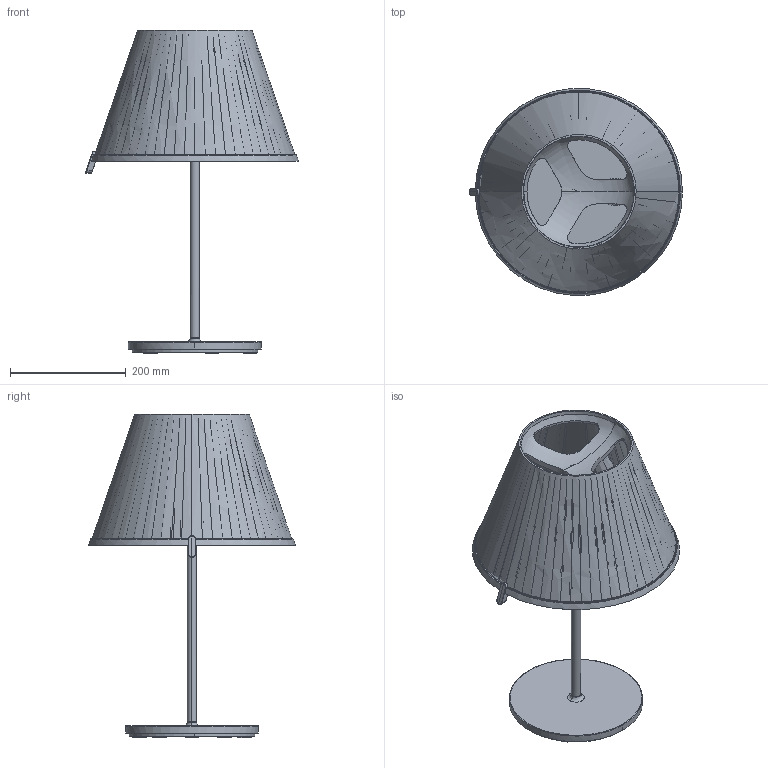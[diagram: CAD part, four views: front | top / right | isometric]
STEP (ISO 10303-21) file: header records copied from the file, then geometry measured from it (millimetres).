
FILE_DESCRIPTION(/* description */ (''),/* implementation_level */ '2;1');
FILE_NAME(/* name */ 'Choose_Tavolo_3D',/* time_stamp */ '2011-11-10T14:26:26+01:00',/* author */ (''),/* organization */ (''),/* preprocessor_version */ 'ST-DEVELOPER v10',/* originating_system */ '',/* authorisation */ '');
FILE_SCHEMA (('CONFIG_CONTROL_DESIGN'));
Length unit declared in the file: centimetre
Products named in the file (1): 1
Bounding box: 368.04 x 357.43 x 558.2 mm (x, y, z)
Volume: 899608.4 mm3; surface area: 796182.5 mm2
Topology: 2 solids, 4 shells, 500 faces, 1124 edges, 631 vertices
Faces by surface type: bspline 500
Entity records: 14954 total; most frequent: CARTESIAN_POINT 8558, ORIENTED_EDGE 2231, EDGE_CURVE 1120, VERTEX_POINT 631, B_SPLINE_CURVE_WITH_KNOTS 533, EDGE_LOOP 512, ADVANCED_FACE 500, FACE_OUTER_BOUND 500
